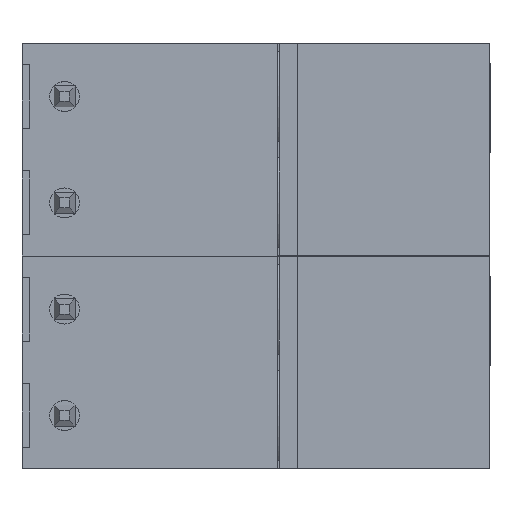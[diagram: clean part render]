
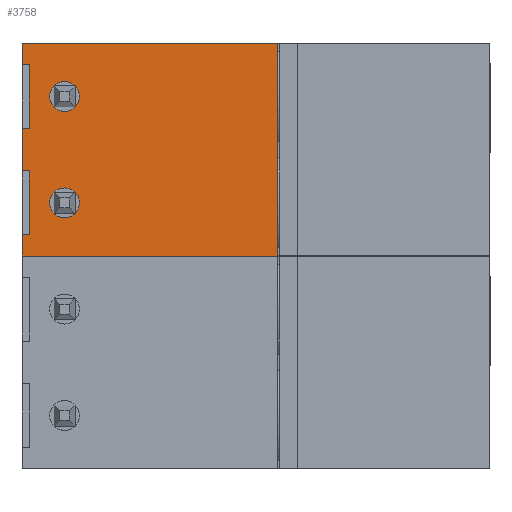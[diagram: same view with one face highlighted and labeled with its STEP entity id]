
A CAD part, front view. The second image highlights one B-rep face of the part: STEP entity #3758.
In plain terms, the highlighted planar face has unit normal (0, -1, 0).
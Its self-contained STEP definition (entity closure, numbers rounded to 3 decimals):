
#29 = EDGE_CURVE ( 'NONE', #8868, #6846, #3891, .T. ) ;
#253 = CARTESIAN_POINT ( 'NONE',  ( -11.75, -1.34, -9. ) ) ;
#326 = DIRECTION ( 'NONE',  ( 1., 0., 0. ) ) ;
#354 = VECTOR ( 'NONE', #3390, 1000. ) ;
#456 = EDGE_CURVE ( 'NONE', #6846, #4568, #6177, .T. ) ;
#492 = VECTOR ( 'NONE', #9036, 1000. ) ;
#523 = CARTESIAN_POINT ( 'NONE',  ( -12.1, -1.34, -2.5 ) ) ;
#531 = CARTESIAN_POINT ( 'NONE',  ( -12.1, -1.34, 0. ) ) ;
#612 = LINE ( 'NONE', #9124, #2151 ) ;
#671 = DIRECTION ( 'NONE',  ( 1., 0., 0. ) ) ;
#763 = DIRECTION ( 'NONE',  ( 1., 0., 0. ) ) ;
#794 = ORIENTED_EDGE ( 'NONE', *, *, #2251, .T. ) ;
#825 = VECTOR ( 'NONE', #6901, 1000. ) ;
#1020 = EDGE_CURVE ( 'NONE', #7240, #5061, #5491, .T. ) ;
#1043 = EDGE_CURVE ( 'NONE', #4615, #7746, #4513, .T. ) ;
#1219 = ORIENTED_EDGE ( 'NONE', *, *, #4619, .T. ) ;
#1232 = EDGE_CURVE ( 'NONE', #8817, #6019, #612, .T. ) ;
#1392 = ORIENTED_EDGE ( 'NONE', *, *, #1232, .T. ) ;
#1418 = EDGE_CURVE ( 'NONE', #7746, #6019, #4705, .T. ) ;
#1437 = EDGE_CURVE ( 'NONE', #1870, #6454, #6892, .T. ) ;
#1682 = VECTOR ( 'NONE', #763, 1000. ) ;
#1691 = AXIS2_PLACEMENT_3D ( 'NONE', #5780, #4467, #4599 ) ;
#1743 = CARTESIAN_POINT ( 'NONE',  ( -48.727, -1.34, -6. ) ) ;
#1805 = AXIS2_PLACEMENT_3D ( 'NONE', #9195, #9168, #6273 ) ;
#1855 = DIRECTION ( 'NONE',  ( 0., -1., 0. ) ) ;
#1870 = VERTEX_POINT ( 'NONE', #6534 ) ;
#1875 = LINE ( 'NONE', #8956, #5868 ) ;
#1925 = CARTESIAN_POINT ( 'NONE',  ( -10.1, -1.34, -1.8 ) ) ;
#1938 = CARTESIAN_POINT ( 'NONE',  ( -11.75, -1.34, -2.5 ) ) ;
#2090 = EDGE_CURVE ( 'NONE', #4568, #5061, #2556, .T. ) ;
#2151 = VECTOR ( 'NONE', #3520, 1000. ) ;
#2251 = EDGE_CURVE ( 'NONE', #4615, #3604, #4039, .T. ) ;
#2293 = ORIENTED_EDGE ( 'NONE', *, *, #1437, .T. ) ;
#2296 = FACE_BOUND ( 'NONE', #7735, .T. ) ;
#2356 = ORIENTED_EDGE ( 'NONE', *, *, #3076, .T. ) ;
#2556 = LINE ( 'NONE', #1938, #354 ) ;
#2584 = CARTESIAN_POINT ( 'NONE',  ( -10.1, -1.34, -6.8 ) ) ;
#2636 = PLANE ( 'NONE',  #7253 ) ;
#2830 = CIRCLE ( 'NONE', #1805, 0.7 ) ;
#2882 = VECTOR ( 'NONE', #326, 1000. ) ;
#2917 = ORIENTED_EDGE ( 'NONE', *, *, #456, .T. ) ;
#2986 = CARTESIAN_POINT ( 'NONE',  ( -48.727, -1.34, -9. ) ) ;
#3076 = EDGE_CURVE ( 'NONE', #7774, #8817, #7076, .T. ) ;
#3174 = ORIENTED_EDGE ( 'NONE', *, *, #1020, .F. ) ;
#3202 = ORIENTED_EDGE ( 'NONE', *, *, #5074, .T. ) ;
#3221 = CARTESIAN_POINT ( 'NONE',  ( -12.1, -1.34, -10. ) ) ;
#3247 = DIRECTION ( 'NONE',  ( 0., 1., 0. ) ) ;
#3258 = EDGE_CURVE ( 'NONE', #7240, #7774, #1875, .T. ) ;
#3374 = CARTESIAN_POINT ( 'NONE',  ( -11.75, -1.34, -6. ) ) ;
#3390 = DIRECTION ( 'NONE',  ( 0., 0., -1. ) ) ;
#3520 = DIRECTION ( 'NONE',  ( 0., 0., -1. ) ) ;
#3604 = VERTEX_POINT ( 'NONE', #7922 ) ;
#3648 = LINE ( 'NONE', #4015, #8729 ) ;
#3758 = ADVANCED_FACE ( 'NONE', ( #5973, #6405, #2296 ), #2636, .T. ) ;
#3843 = DIRECTION ( 'NONE',  ( -1., 0., 0. ) ) ;
#3891 = LINE ( 'NONE', #4825, #8620 ) ;
#4015 = CARTESIAN_POINT ( 'NONE',  ( -0.1, -1.34, -2.5 ) ) ;
#4032 = ORIENTED_EDGE ( 'NONE', *, *, #2090, .T. ) ;
#4039 = LINE ( 'NONE', #4925, #7878 ) ;
#4050 = EDGE_CURVE ( 'NONE', #7148, #8868, #4758, .T. ) ;
#4080 = CARTESIAN_POINT ( 'NONE',  ( -12.1, -1.34, -4. ) ) ;
#4392 = CIRCLE ( 'NONE', #5876, 0.7 ) ;
#4467 = DIRECTION ( 'NONE',  ( 0., 1., 0. ) ) ;
#4513 = LINE ( 'NONE', #523, #492 ) ;
#4568 = VERTEX_POINT ( 'NONE', #5407 ) ;
#4583 = ORIENTED_EDGE ( 'NONE', *, *, #6325, .T. ) ;
#4599 = DIRECTION ( 'NONE',  ( 0., 0., -1. ) ) ;
#4615 = VERTEX_POINT ( 'NONE', #3221 ) ;
#4619 = EDGE_CURVE ( 'NONE', #3604, #7148, #3648, .T. ) ;
#4705 = LINE ( 'NONE', #2986, #1682 ) ;
#4758 = LINE ( 'NONE', #7500, #6614 ) ;
#4772 = CARTESIAN_POINT ( 'NONE',  ( -12.1, -1.34, -6. ) ) ;
#4825 = CARTESIAN_POINT ( 'NONE',  ( -12.1, -1.34, -2.5 ) ) ;
#4925 = CARTESIAN_POINT ( 'NONE',  ( -10.6, -1.34, -10. ) ) ;
#4958 = ORIENTED_EDGE ( 'NONE', *, *, #29, .T. ) ;
#5061 = VERTEX_POINT ( 'NONE', #5091 ) ;
#5074 = EDGE_CURVE ( 'NONE', #6366, #5698, #6175, .T. ) ;
#5091 = CARTESIAN_POINT ( 'NONE',  ( -11.75, -1.34, -4. ) ) ;
#5293 = ORIENTED_EDGE ( 'NONE', *, *, #8882, .T. ) ;
#5407 = CARTESIAN_POINT ( 'NONE',  ( -11.75, -1.34, -1. ) ) ;
#5432 = DIRECTION ( 'NONE',  ( 0., 0., -1. ) ) ;
#5491 = LINE ( 'NONE', #6807, #825 ) ;
#5546 = EDGE_LOOP ( 'NONE', ( #4583, #3202 ) ) ;
#5687 = ORIENTED_EDGE ( 'NONE', *, *, #1043, .F. ) ;
#5698 = VERTEX_POINT ( 'NONE', #8761 ) ;
#5780 = CARTESIAN_POINT ( 'NONE',  ( -10.1, -1.34, -2.5 ) ) ;
#5868 = VECTOR ( 'NONE', #6219, 1000. ) ;
#5876 = AXIS2_PLACEMENT_3D ( 'NONE', #8123, #8244, #8875 ) ;
#5954 = VECTOR ( 'NONE', #6013, 1000. ) ;
#5973 = FACE_OUTER_BOUND ( 'NONE', #7174, .T. ) ;
#6013 = DIRECTION ( 'NONE',  ( 1., 0., 0. ) ) ;
#6019 = VERTEX_POINT ( 'NONE', #253 ) ;
#6114 = CARTESIAN_POINT ( 'NONE',  ( -10.6, -1.34, -2.5 ) ) ;
#6175 = CIRCLE ( 'NONE', #8634, 0.7 ) ;
#6177 = LINE ( 'NONE', #8106, #5954 ) ;
#6219 = DIRECTION ( 'NONE',  ( 0., 0., -1. ) ) ;
#6273 = DIRECTION ( 'NONE',  ( 0., 0., -1. ) ) ;
#6325 = EDGE_CURVE ( 'NONE', #5698, #6366, #4392, .T. ) ;
#6366 = VERTEX_POINT ( 'NONE', #2584 ) ;
#6405 = FACE_BOUND ( 'NONE', #5546, .T. ) ;
#6454 = VERTEX_POINT ( 'NONE', #1925 ) ;
#6534 = CARTESIAN_POINT ( 'NONE',  ( -10.1, -1.34, -3.2 ) ) ;
#6614 = VECTOR ( 'NONE', #3843, 1000. ) ;
#6718 = DIRECTION ( 'NONE',  ( 0., 0., -1. ) ) ;
#6807 = CARTESIAN_POINT ( 'NONE',  ( -48.727, -1.34, -4. ) ) ;
#6846 = VERTEX_POINT ( 'NONE', #8151 ) ;
#6892 = CIRCLE ( 'NONE', #1691, 0.7 ) ;
#6901 = DIRECTION ( 'NONE',  ( 1., 0., 0. ) ) ;
#7076 = LINE ( 'NONE', #1743, #2882 ) ;
#7148 = VERTEX_POINT ( 'NONE', #8167 ) ;
#7174 = EDGE_LOOP ( 'NONE', ( #5687, #794, #1219, #8698, #4958, #2917, #4032, #3174, #7607, #2356, #1392, #7959 ) ) ;
#7240 = VERTEX_POINT ( 'NONE', #4080 ) ;
#7253 = AXIS2_PLACEMENT_3D ( 'NONE', #6114, #1855, #5432 ) ;
#7500 = CARTESIAN_POINT ( 'NONE',  ( -10.6, -1.34, 0. ) ) ;
#7607 = ORIENTED_EDGE ( 'NONE', *, *, #3258, .T. ) ;
#7735 = EDGE_LOOP ( 'NONE', ( #2293, #5293 ) ) ;
#7746 = VERTEX_POINT ( 'NONE', #9018 ) ;
#7774 = VERTEX_POINT ( 'NONE', #4772 ) ;
#7878 = VECTOR ( 'NONE', #671, 1000. ) ;
#7922 = CARTESIAN_POINT ( 'NONE',  ( -0.1, -1.34, -10. ) ) ;
#7959 = ORIENTED_EDGE ( 'NONE', *, *, #1418, .F. ) ;
#8106 = CARTESIAN_POINT ( 'NONE',  ( -48.727, -1.34, -1. ) ) ;
#8123 = CARTESIAN_POINT ( 'NONE',  ( -10.1, -1.34, -7.5 ) ) ;
#8151 = CARTESIAN_POINT ( 'NONE',  ( -12.1, -1.34, -1. ) ) ;
#8167 = CARTESIAN_POINT ( 'NONE',  ( -0.1, -1.34, 0. ) ) ;
#8227 = CARTESIAN_POINT ( 'NONE',  ( -10.1, -1.34, -7.5 ) ) ;
#8244 = DIRECTION ( 'NONE',  ( 0., 1., 0. ) ) ;
#8335 = DIRECTION ( 'NONE',  ( 0., 0., -1. ) ) ;
#8620 = VECTOR ( 'NONE', #8335, 1000. ) ;
#8634 = AXIS2_PLACEMENT_3D ( 'NONE', #8227, #3247, #6718 ) ;
#8698 = ORIENTED_EDGE ( 'NONE', *, *, #4050, .T. ) ;
#8729 = VECTOR ( 'NONE', #8955, 1000. ) ;
#8761 = CARTESIAN_POINT ( 'NONE',  ( -10.1, -1.34, -8.2 ) ) ;
#8817 = VERTEX_POINT ( 'NONE', #3374 ) ;
#8868 = VERTEX_POINT ( 'NONE', #531 ) ;
#8875 = DIRECTION ( 'NONE',  ( 0., 0., -1. ) ) ;
#8882 = EDGE_CURVE ( 'NONE', #6454, #1870, #2830, .T. ) ;
#8955 = DIRECTION ( 'NONE',  ( 0., 0., 1. ) ) ;
#8956 = CARTESIAN_POINT ( 'NONE',  ( -12.1, -1.34, -2.5 ) ) ;
#9018 = CARTESIAN_POINT ( 'NONE',  ( -12.1, -1.34, -9. ) ) ;
#9036 = DIRECTION ( 'NONE',  ( 0., 0., 1. ) ) ;
#9124 = CARTESIAN_POINT ( 'NONE',  ( -11.75, -1.34, -2.5 ) ) ;
#9168 = DIRECTION ( 'NONE',  ( 0., 1., 0. ) ) ;
#9195 = CARTESIAN_POINT ( 'NONE',  ( -10.1, -1.34, -2.5 ) ) ;
